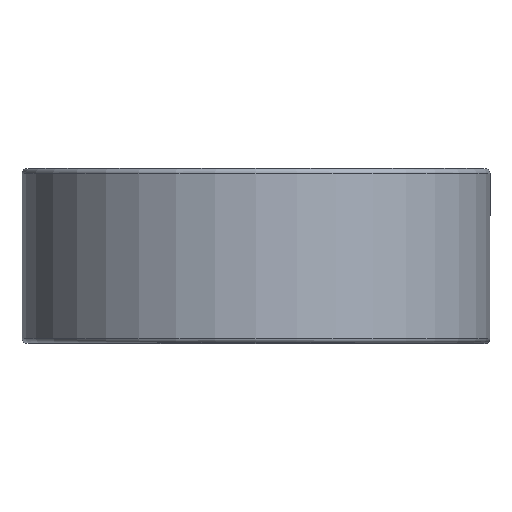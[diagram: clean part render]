
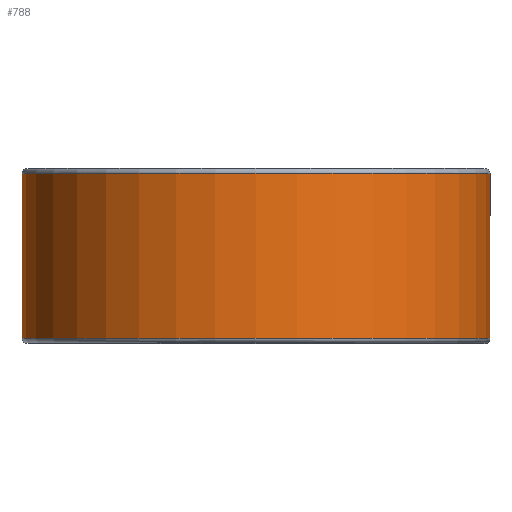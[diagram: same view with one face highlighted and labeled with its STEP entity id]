
A CAD part, top view. The second image highlights one B-rep face of the part: STEP entity #788.
In plain terms, the highlighted cylindrical face has radius 36.144 mm (diameter 72.288 mm), a partial arc.
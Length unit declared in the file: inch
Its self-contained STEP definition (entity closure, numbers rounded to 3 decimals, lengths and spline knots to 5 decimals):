
#29 = CARTESIAN_POINT ( 'NONE',  ( 0., 0.50125, 0. ) ) ;
#36 = VERTEX_POINT ( 'NONE', #1106 ) ;
#188 = DIRECTION ( 'NONE',  ( 0., 0., -1. ) ) ;
#345 = DIRECTION ( 'NONE',  ( 0., -1., 0. ) ) ;
#355 = DIRECTION ( 'NONE',  ( 0., 1., 0. ) ) ;
#407 = VERTEX_POINT ( 'NONE', #1694 ) ;
#416 = DIRECTION ( 'NONE',  ( 0., -1., 0. ) ) ;
#449 = CARTESIAN_POINT ( 'NONE',  ( 0., 0.5, 0. ) ) ;
#721 = VERTEX_POINT ( 'NONE', #2159 ) ;
#730 = EDGE_CURVE ( 'NONE', #36, #721, #1488, .T. ) ;
#767 = CIRCLE ( 'NONE', #796, 1.423 ) ;
#788 = ADVANCED_FACE ( 'NONE', ( #1795 ), #1296, .T. ) ;
#796 = AXIS2_PLACEMENT_3D ( 'NONE', #29, #1339, #188 ) ;
#835 = AXIS2_PLACEMENT_3D ( 'NONE', #1549, #345, #1783 ) ;
#911 = CARTESIAN_POINT ( 'NONE',  ( 1.423, -0.50125, 0. ) ) ;
#954 = EDGE_CURVE ( 'NONE', #407, #721, #767, .T. ) ;
#1042 = ORIENTED_EDGE ( 'NONE', *, *, #954, .T. ) ;
#1094 = CARTESIAN_POINT ( 'NONE',  ( 0., 0.50125, -1.423 ) ) ;
#1106 = CARTESIAN_POINT ( 'NONE',  ( 0., -0.50125, -1.423 ) ) ;
#1158 = LINE ( 'NONE', #1574, #1973 ) ;
#1279 = ORIENTED_EDGE ( 'NONE', *, *, #2100, .T. ) ;
#1296 = CYLINDRICAL_SURFACE ( 'NONE', #1583, 1.423 ) ;
#1339 = DIRECTION ( 'NONE',  ( 0., -1., 0. ) ) ;
#1357 = EDGE_CURVE ( 'NONE', #1630, #36, #2030, .T. ) ;
#1410 = ORIENTED_EDGE ( 'NONE', *, *, #730, .F. ) ;
#1466 = VECTOR ( 'NONE', #1663, 39.37008 ) ;
#1488 = LINE ( 'NONE', #1094, #1466 ) ;
#1514 = EDGE_LOOP ( 'NONE', ( #1279, #1042, #1410, #1867 ) ) ;
#1549 = CARTESIAN_POINT ( 'NONE',  ( 0., -0.50125, 0. ) ) ;
#1574 = CARTESIAN_POINT ( 'NONE',  ( 1.423, 0.50125, 0. ) ) ;
#1583 = AXIS2_PLACEMENT_3D ( 'NONE', #449, #416, #2367 ) ;
#1630 = VERTEX_POINT ( 'NONE', #911 ) ;
#1663 = DIRECTION ( 'NONE',  ( 0., 1., 0. ) ) ;
#1694 = CARTESIAN_POINT ( 'NONE',  ( 1.423, 0.50125, 0. ) ) ;
#1783 = DIRECTION ( 'NONE',  ( 0., 0., -1. ) ) ;
#1795 = FACE_OUTER_BOUND ( 'NONE', #1514, .T. ) ;
#1867 = ORIENTED_EDGE ( 'NONE', *, *, #1357, .F. ) ;
#1973 = VECTOR ( 'NONE', #355, 39.37008 ) ;
#2030 = CIRCLE ( 'NONE', #835, 1.423 ) ;
#2100 = EDGE_CURVE ( 'NONE', #1630, #407, #1158, .T. ) ;
#2159 = CARTESIAN_POINT ( 'NONE',  ( 0., 0.50125, -1.423 ) ) ;
#2367 = DIRECTION ( 'NONE',  ( 0., 0., -1. ) ) ;
